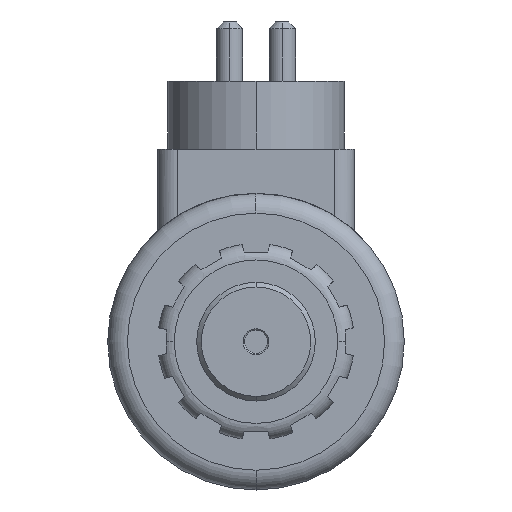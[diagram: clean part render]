
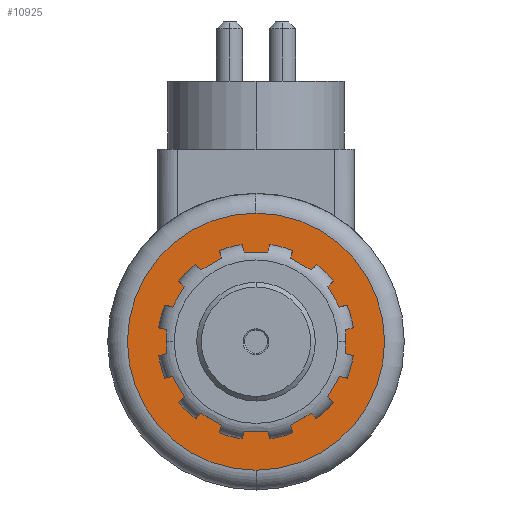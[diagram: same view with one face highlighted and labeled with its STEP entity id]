
A CAD part, left-side view. The second image highlights one B-rep face of the part: STEP entity #10925.
In plain terms, the highlighted planar face has unit normal (-1, 0, 0).
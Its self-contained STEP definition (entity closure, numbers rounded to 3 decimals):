
#198 = CIRCLE ( 'NONE', #15821, 19.5 ) ;
#376 = CARTESIAN_POINT ( 'NONE',  ( -99.664, 17.023, 0. ) ) ;
#850 = VERTEX_POINT ( 'NONE', #14676 ) ;
#887 = CARTESIAN_POINT ( 'NONE',  ( -99.664, 17.023, 0. ) ) ;
#1001 = AXIS2_PLACEMENT_3D ( 'NONE', #376, #10245, #1769 ) ;
#1127 = CARTESIAN_POINT ( 'NONE',  ( -99.664, 17.023, -19.5 ) ) ;
#1769 = DIRECTION ( 'NONE',  ( 0., 0., 1. ) ) ;
#2272 = DIRECTION ( 'NONE',  ( 0., 0., 1. ) ) ;
#3595 = PLANE ( 'NONE',  #7924 ) ;
#4023 = ORIENTED_EDGE ( 'NONE', *, *, #8629, .T. ) ;
#5339 = EDGE_LOOP ( 'NONE', ( #4023, #9822 ) ) ;
#5388 = EDGE_LOOP ( 'NONE', ( #18228, #12880 ) ) ;
#5743 = VERTEX_POINT ( 'NONE', #6388 ) ;
#5776 = DIRECTION ( 'NONE',  ( 1., 0., 0. ) ) ;
#5889 = CARTESIAN_POINT ( 'NONE',  ( -99.664, 17.023, 0. ) ) ;
#5988 = CARTESIAN_POINT ( 'NONE',  ( -99.664, 17.023, 0. ) ) ;
#6388 = CARTESIAN_POINT ( 'NONE',  ( -99.664, 17.023, -11.2 ) ) ;
#6391 = VERTEX_POINT ( 'NONE', #11607 ) ;
#6606 = CIRCLE ( 'NONE', #17784, 11.2 ) ;
#7300 = DIRECTION ( 'NONE',  ( 0., 0., 1. ) ) ;
#7395 = DIRECTION ( 'NONE',  ( 0., 0., 1. ) ) ;
#7924 = AXIS2_PLACEMENT_3D ( 'NONE', #887, #10720, #2272 ) ;
#8076 = EDGE_CURVE ( 'NONE', #850, #5743, #6606, .T. ) ;
#8629 = EDGE_CURVE ( 'NONE', #6391, #10432, #198, .T. ) ;
#9493 = EDGE_CURVE ( 'NONE', #5743, #850, #15830, .T. ) ;
#9520 = EDGE_CURVE ( 'NONE', #10432, #6391, #10719, .T. ) ;
#9822 = ORIENTED_EDGE ( 'NONE', *, *, #9520, .T. ) ;
#10245 = DIRECTION ( 'NONE',  ( -1., 0., 0. ) ) ;
#10432 = VERTEX_POINT ( 'NONE', #1127 ) ;
#10719 = CIRCLE ( 'NONE', #1001, 19.5 ) ;
#10720 = DIRECTION ( 'NONE',  ( -1., 0., 0. ) ) ;
#10925 = ADVANCED_FACE ( 'NONE', ( #13929, #13504 ), #3595, .T. ) ;
#11607 = CARTESIAN_POINT ( 'NONE',  ( -99.664, 17.023, 19.5 ) ) ;
#12880 = ORIENTED_EDGE ( 'NONE', *, *, #9493, .T. ) ;
#13504 = FACE_OUTER_BOUND ( 'NONE', #5339, .T. ) ;
#13929 = FACE_BOUND ( 'NONE', #5388, .T. ) ;
#14206 = CARTESIAN_POINT ( 'NONE',  ( -99.664, 17.023, 0. ) ) ;
#14515 = AXIS2_PLACEMENT_3D ( 'NONE', #5889, #15812, #7300 ) ;
#14676 = CARTESIAN_POINT ( 'NONE',  ( -99.664, 17.023, 11.2 ) ) ;
#15687 = DIRECTION ( 'NONE',  ( 0., 0., 1. ) ) ;
#15812 = DIRECTION ( 'NONE',  ( 1., 0., 0. ) ) ;
#15821 = AXIS2_PLACEMENT_3D ( 'NONE', #5988, #15911, #7395 ) ;
#15830 = CIRCLE ( 'NONE', #14515, 11.2 ) ;
#15911 = DIRECTION ( 'NONE',  ( -1., 0., 0. ) ) ;
#17784 = AXIS2_PLACEMENT_3D ( 'NONE', #14206, #5776, #15687 ) ;
#18228 = ORIENTED_EDGE ( 'NONE', *, *, #8076, .T. ) ;
